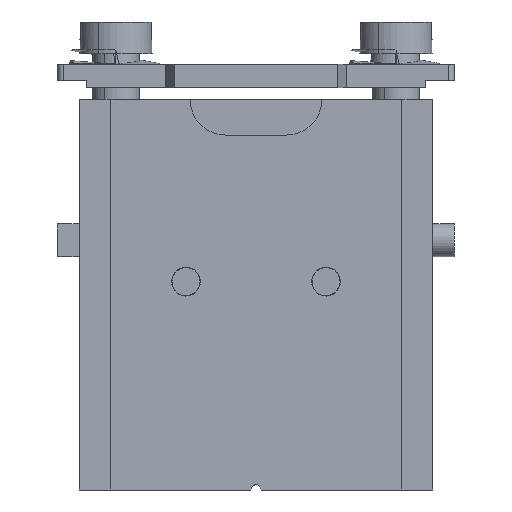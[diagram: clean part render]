
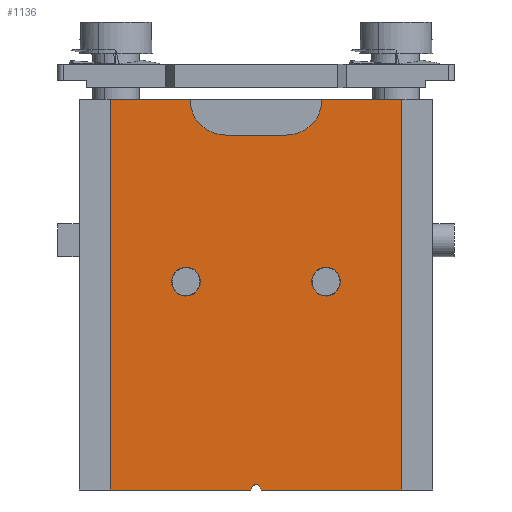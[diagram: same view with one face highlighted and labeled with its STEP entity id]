
A CAD part, left-side view. The second image highlights one B-rep face of the part: STEP entity #1136.
In plain terms, the highlighted planar face has unit normal (-1, 0, 0).
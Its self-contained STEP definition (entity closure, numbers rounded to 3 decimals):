
#1017=AXIS2_PLACEMENT_3D('Plane Axis2P3D',#1014,#1015,#1016) ;
#1028=AXIS2_PLACEMENT_3D('Circle Axis2P3D',#1026,#1027,$) ;
#1042=AXIS2_PLACEMENT_3D('Circle Axis2P3D',#1040,#1041,$) ;
#1102=AXIS2_PLACEMENT_3D('Circle Axis2P3D',#1100,#1101,$) ;
#1111=AXIS2_PLACEMENT_3D('Circle Axis2P3D',#1109,#1110,$) ;
#1120=AXIS2_PLACEMENT_3D('Circle Axis2P3D',#1118,#1119,$) ;
#1129=AXIS2_PLACEMENT_3D('Circle Axis2P3D',#1127,#1128,$) ;
#57=CARTESIAN_POINT('Vertex',(0.02,29.5,33.5)) ;
#60=CARTESIAN_POINT('Line Origine',(0.02,26.067,33.5)) ;
#64=CARTESIAN_POINT('Vertex',(0.02,22.634,33.5)) ;
#85=CARTESIAN_POINT('Vertex',(0.02,11.366,33.5)) ;
#88=CARTESIAN_POINT('Line Origine',(0.02,7.933,33.5)) ;
#92=CARTESIAN_POINT('Vertex',(0.02,4.5,33.5)) ;
#760=CARTESIAN_POINT('Vertex',(0.02,4.5,0.)) ;
#763=CARTESIAN_POINT('Line Origine',(0.02,4.5,16.75)) ;
#999=CARTESIAN_POINT('Vertex',(0.02,29.5,0.)) ;
#1002=CARTESIAN_POINT('Line Origine',(0.02,29.5,16.75)) ;
#1014=CARTESIAN_POINT('Axis2P3D Location',(0.02,17.,34.9)) ;
#1019=CARTESIAN_POINT('Line Origine',(0.02,11.366,33.458)) ;
#1023=CARTESIAN_POINT('Vertex',(0.02,11.366,33.416)) ;
#1026=CARTESIAN_POINT('Axis2P3D Location',(0.02,14.366,33.416)) ;
#1030=CARTESIAN_POINT('Vertex',(0.02,14.366,30.416)) ;
#1033=CARTESIAN_POINT('Line Origine',(0.02,17.,30.416)) ;
#1037=CARTESIAN_POINT('Vertex',(0.02,19.634,30.416)) ;
#1040=CARTESIAN_POINT('Axis2P3D Location',(0.02,19.634,33.416)) ;
#1044=CARTESIAN_POINT('Vertex',(0.02,22.634,33.416)) ;
#1047=CARTESIAN_POINT('Line Origine',(0.02,22.634,33.458)) ;
#1052=CARTESIAN_POINT('Line Origine',(0.02,23.493,0.)) ;
#1056=CARTESIAN_POINT('Vertex',(0.02,17.486,0.)) ;
#1060=CARTESIAN_POINT('Control Point',(0.02,17.486,0.)) ;
#1061=CARTESIAN_POINT('Control Point',(0.02,17.436,0.096)) ;
#1062=CARTESIAN_POINT('Control Point',(0.02,17.38,0.19)) ;
#1063=CARTESIAN_POINT('Control Point',(0.02,17.319,0.278)) ;
#1064=CARTESIAN_POINT('Control Point',(0.02,17.231,0.382)) ;
#1065=CARTESIAN_POINT('Control Point',(0.02,17.115,0.442)) ;
#1066=CARTESIAN_POINT('Control Point',(0.02,17.095,0.45)) ;
#1067=CARTESIAN_POINT('Control Point',(0.02,17.043,0.467)) ;
#1068=CARTESIAN_POINT('Control Point',(0.02,16.988,0.47)) ;
#1069=CARTESIAN_POINT('Control Point',(0.02,16.95,0.465)) ;
#1070=CARTESIAN_POINT('Control Point',(0.02,16.887,0.446)) ;
#1071=CARTESIAN_POINT('Control Point',(0.02,16.83,0.412)) ;
#1072=CARTESIAN_POINT('Control Point',(0.02,16.804,0.393)) ;
#1073=CARTESIAN_POINT('Control Point',(0.02,16.715,0.316)) ;
#1074=CARTESIAN_POINT('Control Point',(0.02,16.643,0.221)) ;
#1075=CARTESIAN_POINT('Control Point',(0.02,16.597,0.151)) ;
#1076=CARTESIAN_POINT('Control Point',(0.02,16.554,0.076)) ;
#1077=CARTESIAN_POINT('Control Point',(0.02,16.514,0.)) ;
#1078=CARTESIAN_POINT('Vertex',(0.02,16.514,0.)) ;
#1081=CARTESIAN_POINT('Line Origine',(0.02,10.507,0.)) ;
#1100=CARTESIAN_POINT('Axis2P3D Location',(0.02,11.,17.85)) ;
#1104=CARTESIAN_POINT('Vertex',(0.02,12.23,17.85)) ;
#1106=CARTESIAN_POINT('Vertex',(0.02,9.771,17.85)) ;
#1109=CARTESIAN_POINT('Axis2P3D Location',(0.02,11.,17.85)) ;
#1118=CARTESIAN_POINT('Axis2P3D Location',(0.02,23.,17.85)) ;
#1122=CARTESIAN_POINT('Vertex',(0.02,21.771,17.85)) ;
#1124=CARTESIAN_POINT('Vertex',(0.02,24.23,17.85)) ;
#1127=CARTESIAN_POINT('Axis2P3D Location',(0.02,23.,17.85)) ;
#61=DIRECTION('Vector Direction',(0.,-1.,0.)) ;
#89=DIRECTION('Vector Direction',(0.,-1.,0.)) ;
#764=DIRECTION('Vector Direction',(0.,0.,-1.)) ;
#1003=DIRECTION('Vector Direction',(0.,0.,-1.)) ;
#1015=DIRECTION('Axis2P3D Direction',(-1.,0.,0.)) ;
#1016=DIRECTION('Axis2P3D XDirection',(0.,-1.,0.)) ;
#1020=DIRECTION('Vector Direction',(0.,0.,1.)) ;
#1027=DIRECTION('Axis2P3D Direction',(-1.,0.,0.)) ;
#1034=DIRECTION('Vector Direction',(0.,1.,0.)) ;
#1041=DIRECTION('Axis2P3D Direction',(-1.,0.,0.)) ;
#1048=DIRECTION('Vector Direction',(0.,0.,1.)) ;
#1053=DIRECTION('Vector Direction',(0.,-1.,0.)) ;
#1082=DIRECTION('Vector Direction',(0.,-1.,0.)) ;
#1101=DIRECTION('Axis2P3D Direction',(-1.,0.,0.)) ;
#1110=DIRECTION('Axis2P3D Direction',(-1.,0.,0.)) ;
#1119=DIRECTION('Axis2P3D Direction',(-1.,0.,0.)) ;
#1128=DIRECTION('Axis2P3D Direction',(-1.,0.,0.)) ;
#62=VECTOR('Line Direction',#61,1.) ;
#90=VECTOR('Line Direction',#89,1.) ;
#765=VECTOR('Line Direction',#764,1.) ;
#1004=VECTOR('Line Direction',#1003,1.) ;
#1021=VECTOR('Line Direction',#1020,1.) ;
#1035=VECTOR('Line Direction',#1034,1.) ;
#1049=VECTOR('Line Direction',#1048,1.) ;
#1054=VECTOR('Line Direction',#1053,1.) ;
#1083=VECTOR('Line Direction',#1082,1.) ;
#1087=ORIENTED_EDGE('',*,*,#767,.F.) ;
#1088=ORIENTED_EDGE('',*,*,#94,.F.) ;
#1089=ORIENTED_EDGE('',*,*,#1025,.F.) ;
#1090=ORIENTED_EDGE('',*,*,#1032,.F.) ;
#1091=ORIENTED_EDGE('',*,*,#1039,.T.) ;
#1092=ORIENTED_EDGE('',*,*,#1046,.F.) ;
#1093=ORIENTED_EDGE('',*,*,#1051,.T.) ;
#1094=ORIENTED_EDGE('',*,*,#66,.F.) ;
#1095=ORIENTED_EDGE('',*,*,#1006,.T.) ;
#1096=ORIENTED_EDGE('',*,*,#1058,.T.) ;
#1097=ORIENTED_EDGE('',*,*,#1080,.T.) ;
#1098=ORIENTED_EDGE('',*,*,#1085,.T.) ;
#1115=ORIENTED_EDGE('',*,*,#1108,.F.) ;
#1116=ORIENTED_EDGE('',*,*,#1113,.F.) ;
#1133=ORIENTED_EDGE('',*,*,#1126,.F.) ;
#1134=ORIENTED_EDGE('',*,*,#1131,.F.) ;
#1117=FACE_BOUND('',#1114,.T.) ;
#1135=FACE_BOUND('',#1132,.T.) ;
#1136=ADVANCED_FACE('Hauptk\X2\00F6\X0\rper',(#1099,#1117,#1135),#1018,.T.) ;
#1059=B_SPLINE_CURVE_WITH_KNOTS('',5,(#1060,#1061,#1062,#1063,#1064,#1065,#1066,#1067,#1068,#1069,#1070,#1071,#1072,#1073,#1074,#1075,#1076,#1077),.UNSPECIFIED.,.F.,.U.,(6,3,3,3,3,6),(0.,0.767,0.911,1.149,1.369,1.975),.UNSPECIFIED.) ;
#1029=CIRCLE('generated circle',#1028,3.) ;
#1043=CIRCLE('generated circle',#1042,3.) ;
#1103=CIRCLE('generated circle',#1102,1.23) ;
#1112=CIRCLE('generated circle',#1111,1.23) ;
#1121=CIRCLE('generated circle',#1120,1.23) ;
#1130=CIRCLE('generated circle',#1129,1.23) ;
#66=EDGE_CURVE('',#58,#65,#63,.T.) ;
#94=EDGE_CURVE('',#86,#93,#91,.T.) ;
#767=EDGE_CURVE('',#93,#761,#766,.T.) ;
#1006=EDGE_CURVE('',#58,#1000,#1005,.T.) ;
#1025=EDGE_CURVE('',#1024,#86,#1022,.T.) ;
#1032=EDGE_CURVE('',#1031,#1024,#1029,.T.) ;
#1039=EDGE_CURVE('',#1031,#1038,#1036,.T.) ;
#1046=EDGE_CURVE('',#1045,#1038,#1043,.T.) ;
#1051=EDGE_CURVE('',#1045,#65,#1050,.T.) ;
#1058=EDGE_CURVE('',#1000,#1057,#1055,.T.) ;
#1080=EDGE_CURVE('',#1057,#1079,#1059,.T.) ;
#1085=EDGE_CURVE('',#1079,#761,#1084,.T.) ;
#1108=EDGE_CURVE('',#1105,#1107,#1103,.T.) ;
#1113=EDGE_CURVE('',#1107,#1105,#1112,.T.) ;
#1126=EDGE_CURVE('',#1123,#1125,#1121,.T.) ;
#1131=EDGE_CURVE('',#1125,#1123,#1130,.T.) ;
#1086=EDGE_LOOP('',(#1087,#1088,#1089,#1090,#1091,#1092,#1093,#1094,#1095,#1096,#1097,#1098)) ;
#1114=EDGE_LOOP('',(#1115,#1116)) ;
#1132=EDGE_LOOP('',(#1133,#1134)) ;
#1099=FACE_OUTER_BOUND('',#1086,.T.) ;
#63=LINE('Line',#60,#62) ;
#91=LINE('Line',#88,#90) ;
#766=LINE('Line',#763,#765) ;
#1005=LINE('Line',#1002,#1004) ;
#1022=LINE('Line',#1019,#1021) ;
#1036=LINE('Line',#1033,#1035) ;
#1050=LINE('Line',#1047,#1049) ;
#1055=LINE('Line',#1052,#1054) ;
#1084=LINE('Line',#1081,#1083) ;
#1018=PLANE('',#1017) ;
#58=VERTEX_POINT('',#57) ;
#65=VERTEX_POINT('',#64) ;
#86=VERTEX_POINT('',#85) ;
#93=VERTEX_POINT('',#92) ;
#761=VERTEX_POINT('',#760) ;
#1000=VERTEX_POINT('',#999) ;
#1024=VERTEX_POINT('',#1023) ;
#1031=VERTEX_POINT('',#1030) ;
#1038=VERTEX_POINT('',#1037) ;
#1045=VERTEX_POINT('',#1044) ;
#1057=VERTEX_POINT('',#1056) ;
#1079=VERTEX_POINT('',#1078) ;
#1105=VERTEX_POINT('',#1104) ;
#1107=VERTEX_POINT('',#1106) ;
#1123=VERTEX_POINT('',#1122) ;
#1125=VERTEX_POINT('',#1124) ;
